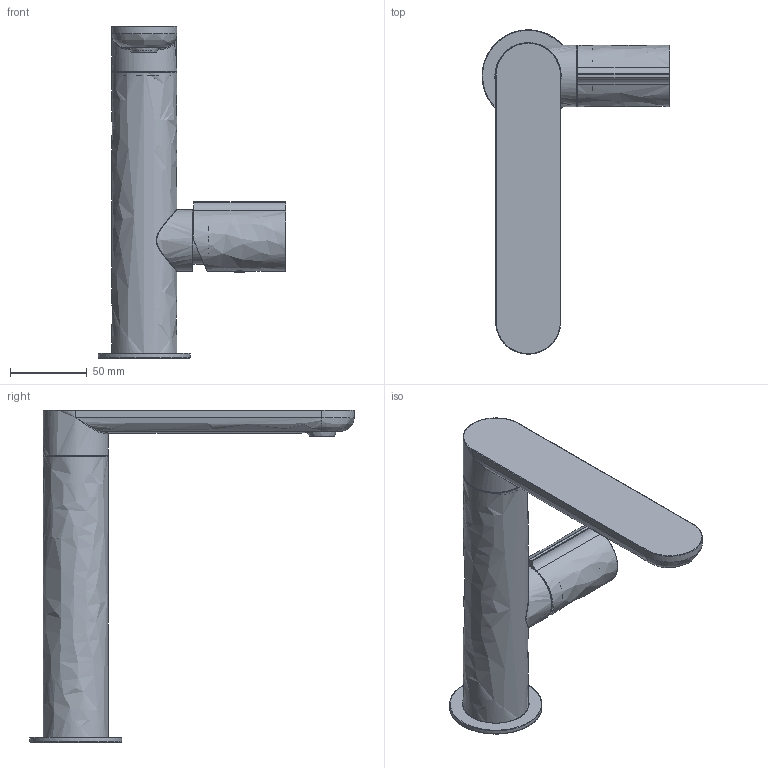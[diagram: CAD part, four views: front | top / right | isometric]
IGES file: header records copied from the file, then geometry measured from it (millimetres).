
Start section: C
Global section: file name: GT004-00.igs; native system: By Siemens PLM Incorporated; preprocessor: XPlus GENERIC/IGES 27.1.215; author: Author; organization: Title; date: 20260119.175923; units: millimetre
Bounding box: 122.1 x 211.18 x 215.9 mm (x, y, z)
Volume: 184115.2 mm3; surface area: 112611.6 mm2
Topology: 12 solids, 12 shells, 1220 faces, 3489 edges, 2288 vertices
Faces by surface type: bspline 1220
